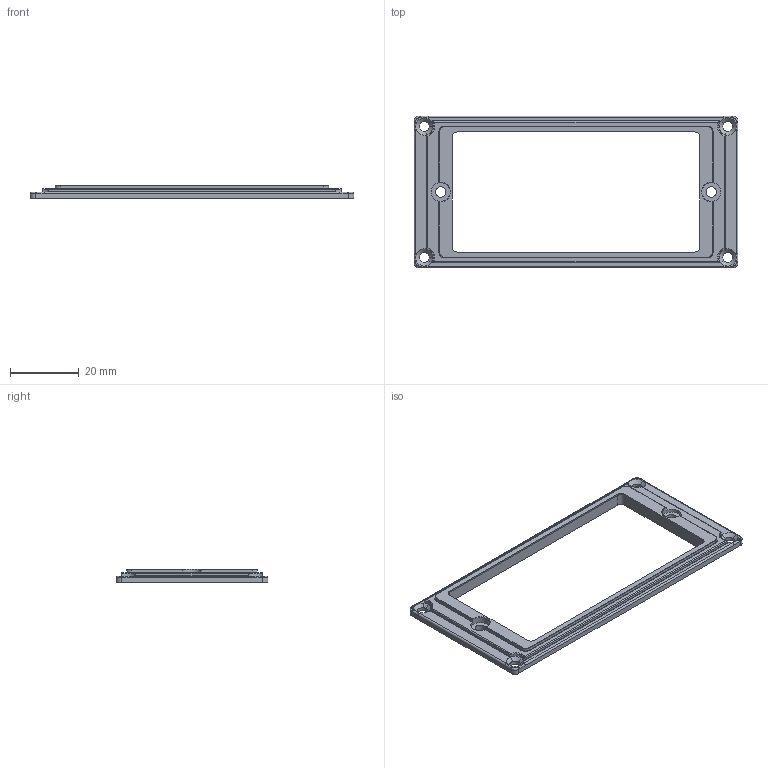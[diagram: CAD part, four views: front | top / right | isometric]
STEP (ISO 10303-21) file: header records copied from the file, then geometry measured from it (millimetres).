
FILE_DESCRIPTION(('FreeCAD Model'),'2;1');
FILE_NAME('Open CASCADE Shape Model','2024-08-20T09:30:05',('Author'),( ''),'Open CASCADE STEP processor 7.6','FreeCAD','Unknown');
FILE_SCHEMA(('AUTOMOTIVE_DESIGN { 1 0 10303 214 1 1 1 1 }'));
Length unit declared in the file: millimetre
Products named in the file (1): Fillet009
Bounding box: 94 x 44 x 4 mm (x, y, z)
Volume: 4535.5 mm3; surface area: 5068.1 mm2
Topology: 1 solids, 1 shells, 133 faces, 352 edges, 217 vertices
Faces by surface type: cylinder 60, plane 28, torus 21, cone 12, bspline 8, sphere 4
Full cylindrical faces by diameter (mm): 3 x6, 5.5 x2
Entity records: 4404 total; most frequent: CARTESIAN_POINT 1097, DIRECTION 704, ORIENTED_EDGE 700, EDGE_CURVE 350, AXIS2_PLACEMENT_3D 284, VERTEX_POINT 217, CIRCLE 158, FACE_BOUND 145
